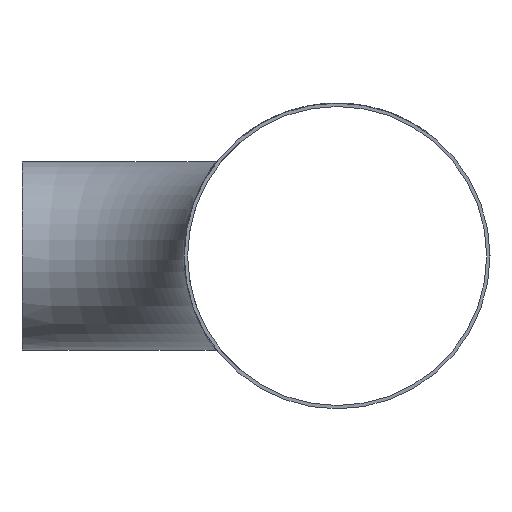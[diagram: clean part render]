
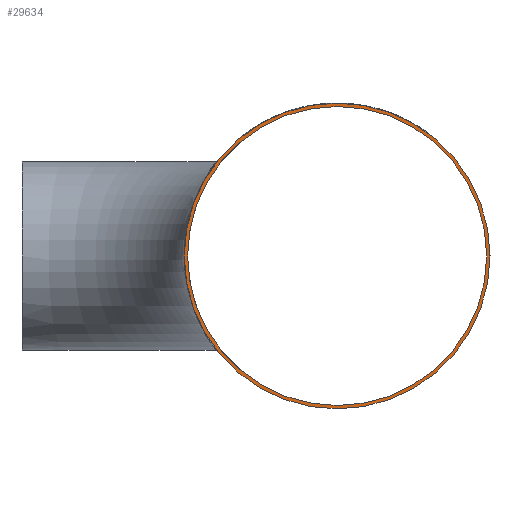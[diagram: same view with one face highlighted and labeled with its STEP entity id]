
A CAD part, left-side view. The second image highlights one B-rep face of the part: STEP entity #29634.
In plain terms, the highlighted planar face has unit normal (-1, 0, 0).
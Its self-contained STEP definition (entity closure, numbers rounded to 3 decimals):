
#485 = DIRECTION ( 'NONE',  ( 1., 0., 0. ) ) ;
#4990 = FACE_BOUND ( 'NONE', #8782, .T. ) ;
#5466 = PLANE ( 'NONE',  #36985 ) ;
#8782 = EDGE_LOOP ( 'NONE', ( #46187 ) ) ;
#10631 = CIRCLE ( 'NONE', #15253, 133.5 ) ;
#11597 = CARTESIAN_POINT ( 'NONE',  ( -381., -281.35, -136.5 ) ) ;
#15110 = DIRECTION ( 'NONE',  ( 0., 0., -1. ) ) ;
#15253 = AXIS2_PLACEMENT_3D ( 'NONE', #33631, #485, #45489 ) ;
#16486 = ORIENTED_EDGE ( 'NONE', *, *, #28733, .F. ) ;
#19734 = DIRECTION ( 'NONE',  ( 0., 0., -1. ) ) ;
#20216 = DIRECTION ( 'NONE',  ( 1., 0., 0. ) ) ;
#25311 = EDGE_CURVE ( 'NONE', #26586, #26586, #10631, .T. ) ;
#26586 = VERTEX_POINT ( 'NONE', #39742 ) ;
#28733 = EDGE_CURVE ( 'NONE', #44985, #44985, #43933, .T. ) ;
#29634 = ADVANCED_FACE ( 'NONE', ( #4990, #38605 ), #5466, .F. ) ;
#33631 = CARTESIAN_POINT ( 'NONE',  ( -381., -281.35, 0. ) ) ;
#36985 = AXIS2_PLACEMENT_3D ( 'NONE', #45389, #20216, #19734 ) ;
#37607 = DIRECTION ( 'NONE',  ( 1., 0., 0. ) ) ;
#38605 = FACE_OUTER_BOUND ( 'NONE', #41064, .T. ) ;
#39742 = CARTESIAN_POINT ( 'NONE',  ( -381., -281.35, -133.5 ) ) ;
#41064 = EDGE_LOOP ( 'NONE', ( #16486 ) ) ;
#43933 = CIRCLE ( 'NONE', #47793, 136.5 ) ;
#44985 = VERTEX_POINT ( 'NONE', #11597 ) ;
#45356 = CARTESIAN_POINT ( 'NONE',  ( -381., -281.35, 0. ) ) ;
#45389 = CARTESIAN_POINT ( 'NONE',  ( -381., -281.35, 0. ) ) ;
#45489 = DIRECTION ( 'NONE',  ( 0., 0., -1. ) ) ;
#46187 = ORIENTED_EDGE ( 'NONE', *, *, #25311, .T. ) ;
#47793 = AXIS2_PLACEMENT_3D ( 'NONE', #45356, #37607, #15110 ) ;
